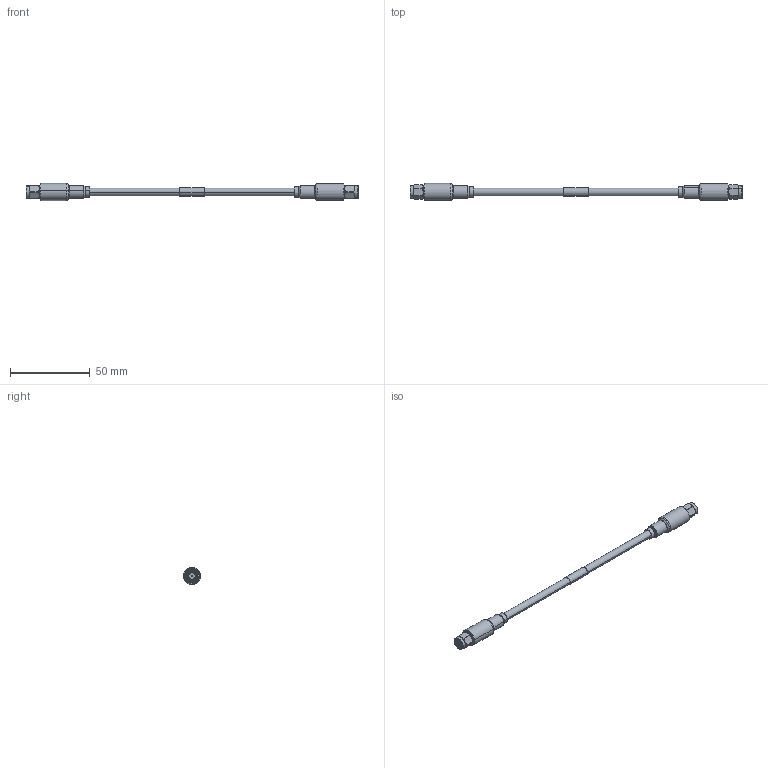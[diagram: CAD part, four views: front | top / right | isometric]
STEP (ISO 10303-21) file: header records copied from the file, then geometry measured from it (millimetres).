
FILE_DESCRIPTION (( 'STEP AP214' ), '1' );
FILE_NAME ('FMC00646_3D.STEP', '2021-11-08T19:03:41', ( '' ), ( '' ), 'SwSTEP 2.0', 'SolidWorks 2021', '' );
FILE_SCHEMA (( 'AUTOMOTIVE_DESIGN' ));
Length unit declared in the file: inch
Products named in the file (4): FMC00646_3D; LL-142; PE44826-4MJR5 ｦ FMCN1085-4MJR5; THRINK TUBING RG58C_5
Assembly tree (5 placements, depth 2):
  FMC00646_3D
    LL-142
    PE44826-4MJR5 ｦ FMCN1085-4MJR5  x2
    THRINK TUBING RG58C_5  x2
Bounding box: 207.56 x 10.65 x 10.65 mm (x, y, z)
Volume: 7267.3 mm3; surface area: 9462.5 mm2
Topology: 6 solids, 6 shells, 300 faces, 702 edges, 432 vertices
Faces by surface type: cylinder 120, cone 76, plane 62, torus 32, bspline 10
Entity records: 6772 total; most frequent: CARTESIAN_POINT 3012, DIRECTION 766, ORIENTED_EDGE 720, EDGE_CURVE 360, AXIS2_PLACEMENT_3D 324, VERTEX_POINT 222, EDGE_LOOP 168, CIRCLE 166
